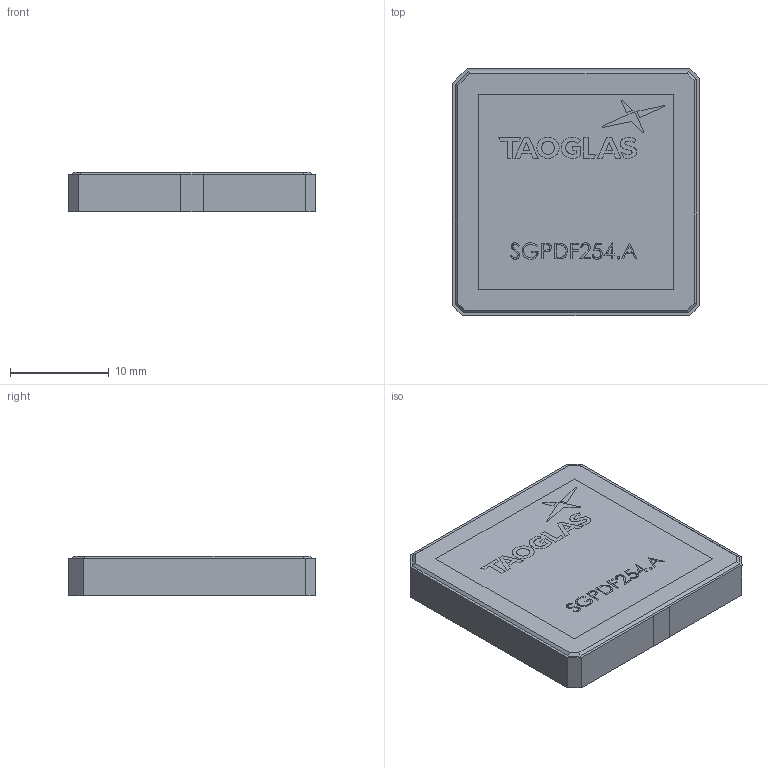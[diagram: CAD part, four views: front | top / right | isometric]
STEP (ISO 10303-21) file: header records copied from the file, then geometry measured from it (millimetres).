
FILE_DESCRIPTION (( 'STEP AP214' ), '1' );
FILE_NAME ('SGPDF254.A_Web.STEP', '2024-03-12T05:16:11', ( '' ), ( '' ), 'SwSTEP 2.0', 'SolidWorks 2022', '' );
FILE_SCHEMA (( 'AUTOMOTIVE_DESIGN' ));
Length unit declared in the file: millimetre
Products named in the file (1): SGPDF254.A_Web
Bounding box: 25 x 25.01 x 4.01 mm (x, y, z)
Volume: 2484.9 mm3; surface area: 1621 mm2
Topology: 1 solids, 1 shells, 74 faces, 375 edges, 333 vertices
Faces by surface type: plane 74
Entity records: 5286 total; most frequent: CARTESIAN_POINT 1839, ORIENTED_EDGE 750, DIRECTION 400, EDGE_CURVE 375, VERTEX_POINT 333, VECTOR 250, LINE 250, B_SPLINE_CURVE_WITH_KNOTS 125
